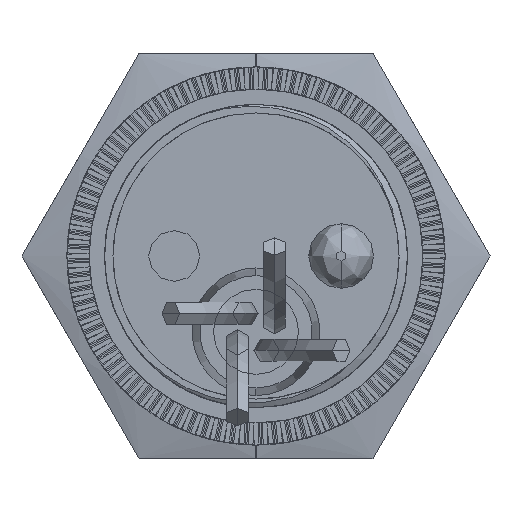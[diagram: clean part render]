
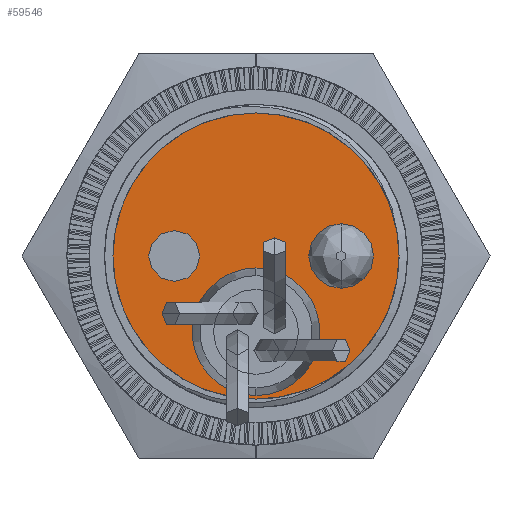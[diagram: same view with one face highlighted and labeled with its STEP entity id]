
A CAD part, left-side view. The second image highlights one B-rep face of the part: STEP entity #59546.
In plain terms, the highlighted planar face has unit normal (-1, 0, 0).
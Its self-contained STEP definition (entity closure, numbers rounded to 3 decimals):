
#80 = CARTESIAN_POINT ( 'NONE',  ( -1., -47.035, 9.967 ) ) ;
#2417 = DIRECTION ( 'NONE',  ( 1., 0., 0. ) ) ;
#2604 = CIRCLE ( 'NONE', #43676, 1.5 ) ;
#3216 = EDGE_LOOP ( 'NONE', ( #21483, #43688 ) ) ;
#3803 = DIRECTION ( 'NONE',  ( 0., 1., 0. ) ) ;
#4712 = DIRECTION ( 'NONE',  ( 1., 0., 0. ) ) ;
#10816 = CIRCLE ( 'NONE', #65673, 3.75 ) ;
#12770 = AXIS2_PLACEMENT_3D ( 'NONE', #46982, #15159, #35917 ) ;
#14189 = DIRECTION ( 'NONE',  ( -1., 0., 0. ) ) ;
#14657 = CARTESIAN_POINT ( 'NONE',  ( -1., -51.835, 9.967 ) ) ;
#15159 = DIRECTION ( 'NONE',  ( 1., 0., 0. ) ) ;
#16149 = AXIS2_PLACEMENT_3D ( 'NONE', #52785, #42369, #58502 ) ;
#16608 = CARTESIAN_POINT ( 'NONE',  ( -1., -51.835, 1.567 ) ) ;
#16693 = DIRECTION ( 'NONE',  ( 1., 0., 0. ) ) ;
#17888 = ORIENTED_EDGE ( 'NONE', *, *, #49799, .T. ) ;
#18503 = CARTESIAN_POINT ( 'NONE',  ( -1., -47.035, 9.967 ) ) ;
#18572 = AXIS2_PLACEMENT_3D ( 'NONE', #14657, #16693, #38464 ) ;
#19443 = VERTEX_POINT ( 'NONE', #23821 ) ;
#19748 = EDGE_CURVE ( 'NONE', #55305, #69018, #63140, .T. ) ;
#21016 = CIRCLE ( 'NONE', #54156, 1.9 ) ;
#21195 = AXIS2_PLACEMENT_3D ( 'NONE', #31193, #64469, #53011 ) ;
#21483 = ORIENTED_EDGE ( 'NONE', *, *, #25583, .F. ) ;
#21879 = DIRECTION ( 'NONE',  ( 0., 0., -1. ) ) ;
#23151 = DIRECTION ( 'NONE',  ( 0., 0., -1. ) ) ;
#23821 = CARTESIAN_POINT ( 'NONE',  ( -1., -56.835, 8.067 ) ) ;
#24455 = DIRECTION ( 'NONE',  ( 0., 1., 0. ) ) ;
#25365 = CIRCLE ( 'NONE', #18572, 8.4 ) ;
#25583 = EDGE_CURVE ( 'NONE', #44435, #19443, #32580, .T. ) ;
#29459 = CARTESIAN_POINT ( 'NONE',  ( -1., -56.835, 9.967 ) ) ;
#31193 = CARTESIAN_POINT ( 'NONE',  ( -1., -56.835, 9.967 ) ) ;
#32580 = CIRCLE ( 'NONE', #21195, 1.9 ) ;
#35180 = DIRECTION ( 'NONE',  ( 0., 1., 0. ) ) ;
#35642 = ORIENTED_EDGE ( 'NONE', *, *, #19748, .F. ) ;
#35917 = DIRECTION ( 'NONE',  ( 0., 1., 0. ) ) ;
#36588 = ORIENTED_EDGE ( 'NONE', *, *, #64156, .F. ) ;
#37186 = ORIENTED_EDGE ( 'NONE', *, *, #40365, .F. ) ;
#37291 = FACE_BOUND ( 'NONE', #68938, .T. ) ;
#38464 = DIRECTION ( 'NONE',  ( 0., 1., 0. ) ) ;
#40365 = EDGE_CURVE ( 'NONE', #48222, #66738, #25365, .T. ) ;
#40533 = DIRECTION ( 'NONE',  ( -1., 0., 0. ) ) ;
#42369 = DIRECTION ( 'NONE',  ( 1., 0., 0. ) ) ;
#43676 = AXIS2_PLACEMENT_3D ( 'NONE', #80, #4712, #21879 ) ;
#43688 = ORIENTED_EDGE ( 'NONE', *, *, #63722, .F. ) ;
#43908 = CARTESIAN_POINT ( 'NONE',  ( -1., -51.835, 18.367 ) ) ;
#44435 = VERTEX_POINT ( 'NONE', #48639 ) ;
#46381 = EDGE_CURVE ( 'NONE', #66738, #48222, #60705, .T. ) ;
#46982 = CARTESIAN_POINT ( 'NONE',  ( -1., -51.835, 9.967 ) ) ;
#47246 = VERTEX_POINT ( 'NONE', #50068 ) ;
#47349 = FACE_BOUND ( 'NONE', #3216, .T. ) ;
#47567 = EDGE_CURVE ( 'NONE', #68716, #47246, #57330, .T. ) ;
#48222 = VERTEX_POINT ( 'NONE', #16608 ) ;
#48639 = CARTESIAN_POINT ( 'NONE',  ( -1., -56.835, 11.867 ) ) ;
#49446 = AXIS2_PLACEMENT_3D ( 'NONE', #57349, #40533, #35180 ) ;
#49799 = EDGE_CURVE ( 'NONE', #47246, #68716, #2604, .T. ) ;
#50068 = CARTESIAN_POINT ( 'NONE',  ( -1., -47.035, 8.467 ) ) ;
#51998 = ORIENTED_EDGE ( 'NONE', *, *, #46381, .F. ) ;
#52083 = CARTESIAN_POINT ( 'NONE',  ( -1., -51.835, 5.517 ) ) ;
#52335 = DIRECTION ( 'NONE',  ( -1., 0., 0. ) ) ;
#52785 = CARTESIAN_POINT ( 'NONE',  ( -1., -51.835, 9.967 ) ) ;
#53011 = DIRECTION ( 'NONE',  ( 0., 1., 0. ) ) ;
#53446 = CARTESIAN_POINT ( 'NONE',  ( -1., -51.835, 1.767 ) ) ;
#53610 = CARTESIAN_POINT ( 'NONE',  ( -1., -47.035, 11.467 ) ) ;
#53756 = PLANE ( 'NONE',  #12770 ) ;
#54156 = AXIS2_PLACEMENT_3D ( 'NONE', #29459, #52335, #24455 ) ;
#55305 = VERTEX_POINT ( 'NONE', #60236 ) ;
#57330 = CIRCLE ( 'NONE', #66476, 1.5 ) ;
#57349 = CARTESIAN_POINT ( 'NONE',  ( -1., -51.835, 5.517 ) ) ;
#58502 = DIRECTION ( 'NONE',  ( 0., 1., 0. ) ) ;
#59131 = FACE_BOUND ( 'NONE', #69939, .T. ) ;
#59546 = ADVANCED_FACE ( 'NONE', ( #64520, #37291, #59131, #47349 ), #53756, .F. ) ;
#60236 = CARTESIAN_POINT ( 'NONE',  ( -1., -51.835, 9.267 ) ) ;
#60705 = CIRCLE ( 'NONE', #16149, 8.4 ) ;
#63140 = CIRCLE ( 'NONE', #49446, 3.75 ) ;
#63722 = EDGE_CURVE ( 'NONE', #19443, #44435, #21016, .T. ) ;
#64156 = EDGE_CURVE ( 'NONE', #69018, #55305, #10816, .T. ) ;
#64411 = EDGE_LOOP ( 'NONE', ( #51998, #37186 ) ) ;
#64469 = DIRECTION ( 'NONE',  ( -1., 0., 0. ) ) ;
#64520 = FACE_OUTER_BOUND ( 'NONE', #64411, .T. ) ;
#65673 = AXIS2_PLACEMENT_3D ( 'NONE', #52083, #14189, #3803 ) ;
#66476 = AXIS2_PLACEMENT_3D ( 'NONE', #18503, #2417, #23151 ) ;
#66738 = VERTEX_POINT ( 'NONE', #43908 ) ;
#67173 = ORIENTED_EDGE ( 'NONE', *, *, #47567, .T. ) ;
#68716 = VERTEX_POINT ( 'NONE', #53610 ) ;
#68938 = EDGE_LOOP ( 'NONE', ( #67173, #17888 ) ) ;
#69018 = VERTEX_POINT ( 'NONE', #53446 ) ;
#69939 = EDGE_LOOP ( 'NONE', ( #36588, #35642 ) ) ;
